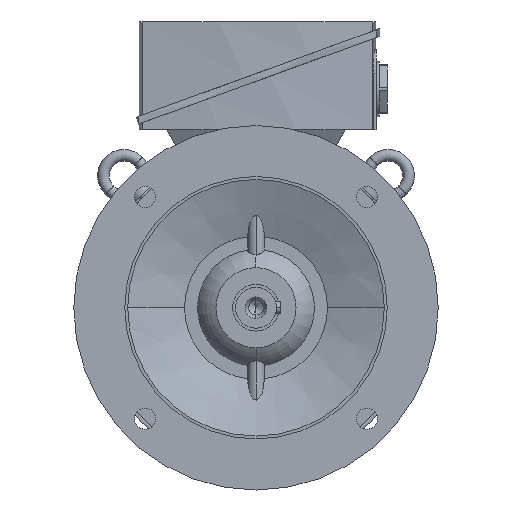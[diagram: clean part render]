
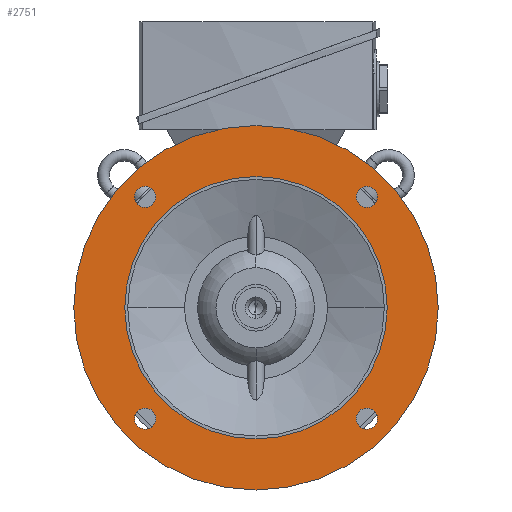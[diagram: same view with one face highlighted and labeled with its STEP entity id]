
A CAD part, left-side view. The second image highlights one B-rep face of the part: STEP entity #2751.
In plain terms, the highlighted planar face has unit normal (-1, 0, 0).
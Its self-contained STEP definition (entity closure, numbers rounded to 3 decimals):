
#2751=ADVANCED_FACE('',(#5556,#5557,#5558,#5559,#5560,#5561),#5562,.T.);
#5556=FACE_BOUND('',#8358,.T.);
#5557=FACE_BOUND('',#8359,.T.);
#5558=FACE_BOUND('',#8360,.T.);
#5559=FACE_BOUND('',#8361,.T.);
#5560=FACE_OUTER_BOUND('',#8362,.T.);
#5561=FACE_BOUND('',#8363,.T.);
#5562=PLANE('',#8364);
#8358=EDGE_LOOP('',(#17015,#17016));
#8359=EDGE_LOOP('',(#17017,#17018));
#8360=EDGE_LOOP('',(#17019,#17020));
#8361=EDGE_LOOP('',(#17021,#17022));
#8362=EDGE_LOOP('',(#17023,#17024));
#8363=EDGE_LOOP('',(#17025,#17026));
#8364=AXIS2_PLACEMENT_3D('',#17027,#17028,#17029);
#17015=ORIENTED_EDGE('',*,*,#20424,.T.);
#17016=ORIENTED_EDGE('',*,*,#17113,.T.);
#17017=ORIENTED_EDGE('',*,*,#20426,.T.);
#17018=ORIENTED_EDGE('',*,*,#17108,.T.);
#17019=ORIENTED_EDGE('',*,*,#20428,.T.);
#17020=ORIENTED_EDGE('',*,*,#17103,.T.);
#17021=ORIENTED_EDGE('',*,*,#20430,.T.);
#17022=ORIENTED_EDGE('',*,*,#17098,.T.);
#17023=ORIENTED_EDGE('',*,*,#17065,.F.);
#17024=ORIENTED_EDGE('',*,*,#20461,.F.);
#17025=ORIENTED_EDGE('',*,*,#17072,.T.);
#17026=ORIENTED_EDGE('',*,*,#20459,.T.);
#17027=CARTESIAN_POINT('',(-40.0,107.5,0.0));
#17028=DIRECTION('',(-1.0,0.0,0.0));
#17029=DIRECTION('',(0.0,-1.0,0.0));
#17065=EDGE_CURVE('',#20505,#20508,#20509,.T.);
#17072=EDGE_CURVE('',#20515,#20519,#20521,.T.);
#17098=EDGE_CURVE('',#20568,#20565,#20569,.T.);
#17103=EDGE_CURVE('',#20577,#20574,#20578,.T.);
#17108=EDGE_CURVE('',#20586,#20583,#20587,.T.);
#17113=EDGE_CURVE('',#20595,#20592,#20596,.T.);
#20424=EDGE_CURVE('',#20592,#20595,#25507,.T.);
#20426=EDGE_CURVE('',#20583,#20586,#25509,.T.);
#20428=EDGE_CURVE('',#20574,#20577,#25511,.T.);
#20430=EDGE_CURVE('',#20565,#20568,#25513,.T.);
#20459=EDGE_CURVE('',#20519,#20515,#25542,.T.);
#20461=EDGE_CURVE('',#20508,#20505,#25544,.T.);
#20505=VERTEX_POINT('',#25754);
#20508=VERTEX_POINT('',#25758);
#20509=CIRCLE('',#25759,125.0);
#20515=VERTEX_POINT('',#25766);
#20519=VERTEX_POINT('',#25771);
#20521=CIRCLE('',#25774,90.0);
#20565=VERTEX_POINT('',#25892);
#20568=VERTEX_POINT('',#25896);
#20569=CIRCLE('',#25897,7.25);
#20574=VERTEX_POINT('',#25903);
#20577=VERTEX_POINT('',#25907);
#20578=CIRCLE('',#25908,7.25);
#20583=VERTEX_POINT('',#25914);
#20586=VERTEX_POINT('',#25918);
#20587=CIRCLE('',#25919,7.25);
#20592=VERTEX_POINT('',#25925);
#20595=VERTEX_POINT('',#25929);
#20596=CIRCLE('',#25930,7.25);
#25507=CIRCLE('',#40182,7.25);
#25509=CIRCLE('',#40184,7.25);
#25511=CIRCLE('',#40186,7.25);
#25513=CIRCLE('',#40188,7.25);
#25542=CIRCLE('',#40248,90.0);
#25544=CIRCLE('',#40250,125.0);
#25754=CARTESIAN_POINT('',(-40.0,125.0,0.0));
#25758=CARTESIAN_POINT('',(-40.0,-125.0,0.));
#25759=AXIS2_PLACEMENT_3D('',#40296,#40297,#40298);
#25766=CARTESIAN_POINT('',(-40.0,90.0,0.0));
#25771=CARTESIAN_POINT('',(-40.0,-90.0,0.));
#25774=AXIS2_PLACEMENT_3D('',#40308,#40309,#40310);
#25892=CARTESIAN_POINT('',(-40.0,-81.141,81.141));
#25896=CARTESIAN_POINT('',(-40.0,-70.887,70.887));
#25897=AXIS2_PLACEMENT_3D('',#40353,#40354,#40355);
#25903=CARTESIAN_POINT('',(-40.0,81.141,81.141));
#25907=CARTESIAN_POINT('',(-40.0,70.887,70.887));
#25908=AXIS2_PLACEMENT_3D('',#40361,#40362,#40363);
#25914=CARTESIAN_POINT('',(-40.0,81.141,-81.141));
#25918=CARTESIAN_POINT('',(-40.0,70.887,-70.887));
#25919=AXIS2_PLACEMENT_3D('',#40369,#40370,#40371);
#25925=CARTESIAN_POINT('',(-40.0,-81.141,-81.141));
#25929=CARTESIAN_POINT('',(-40.0,-70.887,-70.887));
#25930=AXIS2_PLACEMENT_3D('',#40377,#40378,#40379);
#40182=AXIS2_PLACEMENT_3D('',#43296,#43297,#43298);
#40184=AXIS2_PLACEMENT_3D('',#43299,#43300,#43301);
#40186=AXIS2_PLACEMENT_3D('',#43302,#43303,#43304);
#40188=AXIS2_PLACEMENT_3D('',#43305,#43306,#43307);
#40248=AXIS2_PLACEMENT_3D('',#43321,#43322,#43323);
#40250=AXIS2_PLACEMENT_3D('',#43324,#43325,#43326);
#40296=CARTESIAN_POINT('',(-40.0,0.0,0.0));
#40297=DIRECTION('',(1.0,0.0,0.0));
#40298=DIRECTION('',(0.0,1.0,0.0));
#40308=CARTESIAN_POINT('',(-40.0,0.0,0.0));
#40309=DIRECTION('',(1.0,0.0,0.0));
#40310=DIRECTION('',(0.0,1.0,0.0));
#40353=CARTESIAN_POINT('',(-40.0,-76.014,76.014));
#40354=DIRECTION('',(1.0,0.0,-0.0));
#40355=DIRECTION('',(0.0,-0.707,0.707));
#40361=CARTESIAN_POINT('',(-40.0,76.014,76.014));
#40362=DIRECTION('',(1.0,0.0,-0.0));
#40363=DIRECTION('',(0.0,0.707,0.707));
#40369=CARTESIAN_POINT('',(-40.0,76.014,-76.014));
#40370=DIRECTION('',(1.0,-0.0,0.0));
#40371=DIRECTION('',(0.0,0.707,-0.707));
#40377=CARTESIAN_POINT('',(-40.0,-76.014,-76.014));
#40378=DIRECTION('',(1.0,0.0,0.0));
#40379=DIRECTION('',(0.0,-0.707,-0.707));
#43296=CARTESIAN_POINT('',(-40.0,-76.014,-76.014));
#43297=DIRECTION('',(1.0,0.0,0.0));
#43298=DIRECTION('',(0.0,-0.707,-0.707));
#43299=CARTESIAN_POINT('',(-40.0,76.014,-76.014));
#43300=DIRECTION('',(1.0,-0.0,0.0));
#43301=DIRECTION('',(0.0,0.707,-0.707));
#43302=CARTESIAN_POINT('',(-40.0,76.014,76.014));
#43303=DIRECTION('',(1.0,0.0,-0.0));
#43304=DIRECTION('',(0.0,0.707,0.707));
#43305=CARTESIAN_POINT('',(-40.0,-76.014,76.014));
#43306=DIRECTION('',(1.0,0.0,-0.0));
#43307=DIRECTION('',(0.0,-0.707,0.707));
#43321=CARTESIAN_POINT('',(-40.0,0.0,0.0));
#43322=DIRECTION('',(1.0,0.0,0.0));
#43323=DIRECTION('',(0.0,1.0,0.0));
#43324=CARTESIAN_POINT('',(-40.0,0.0,0.0));
#43325=DIRECTION('',(1.0,0.0,0.0));
#43326=DIRECTION('',(0.0,1.0,0.0));
